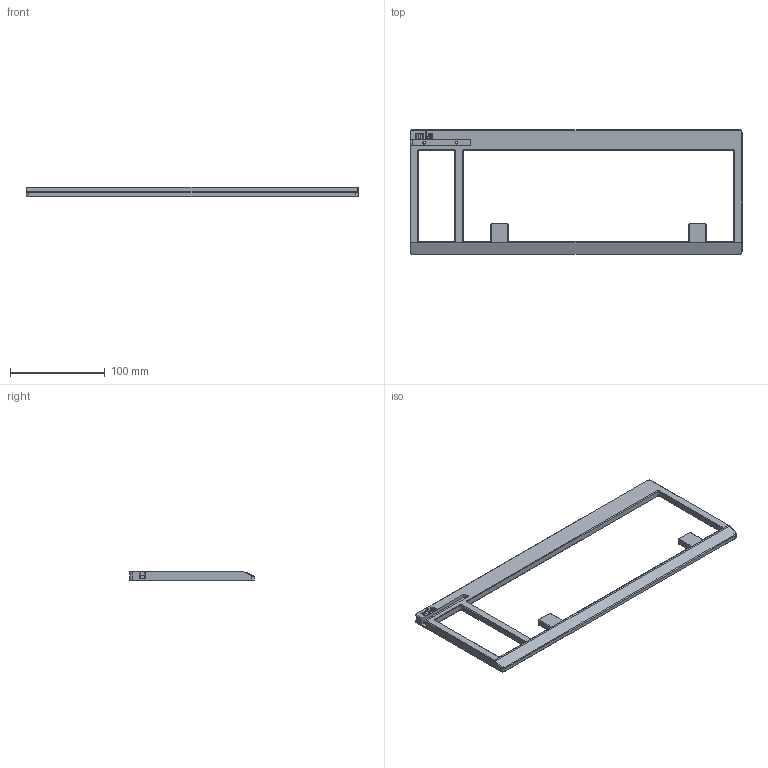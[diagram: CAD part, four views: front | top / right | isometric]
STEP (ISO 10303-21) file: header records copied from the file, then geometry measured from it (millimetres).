
FILE_DESCRIPTION(/* description */ (''),/* implementation_level */ '2;1');
FILE_NAME(/* name */ 'MiaTopCase.step',/* time_stamp */ '2022-11-03T12:52:35-07:00',/* author */ (''),/* organization */ (''),/* preprocessor_version */ 'ST-DEVELOPER v19.2',/* originating_system */ 'Autodesk Translation Framework v11.17.0.187',/* authorisation */ '');
FILE_SCHEMA (('AUTOMOTIVE_DESIGN { 1 0 10303 214 3 1 1 }'));
Length unit declared in the file: millimetre
Products named in the file (1): TopCase
Bounding box: 351.32 x 132.2 x 10 mm (x, y, z)
Volume: 128243.1 mm3; surface area: 49856.5 mm2
Topology: 1 solids, 1 shells, 295 faces, 781 edges, 504 vertices
Faces by surface type: bspline 138, plane 90, cylinder 43, cone 24
Full cylindrical faces by diameter (mm): 2.5 x8, 2.75 x2, 5.5 x2
Entity records: 9509 total; most frequent: CARTESIAN_POINT 3039, ORIENTED_EDGE 1562, DIRECTION 919, EDGE_CURVE 781, VERTEX_POINT 504, LINE 383, VECTOR 383, EDGE_LOOP 319
